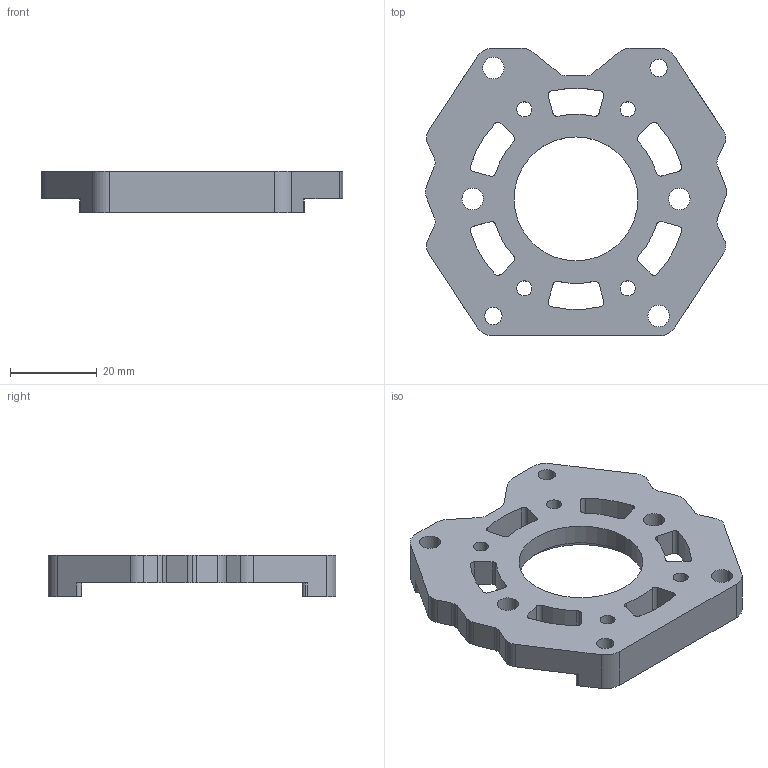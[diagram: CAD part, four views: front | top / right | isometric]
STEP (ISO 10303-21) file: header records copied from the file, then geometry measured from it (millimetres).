
FILE_DESCRIPTION (( 'STEP AP214' ), '1' );
FILE_NAME ('217-3432-STEP.STEP', '2013-12-12T16:08:48', ( '' ), ( '' ), 'SwSTEP 2.0', 'SolidWorks 2013', '' );
FILE_SCHEMA (( 'AUTOMOTIVE_DESIGN' ));
Length unit declared in the file: inch
Products named in the file (1): 217-3432-STEP
Bounding box: 69.39 x 66.32 x 9.53 mm (x, y, z)
Volume: 18777.2 mm3; surface area: 10559.5 mm2
Topology: 1 solids, 1 shells, 136 faces, 402 edges, 268 vertices
Faces by surface type: cylinder 95, plane 41
Entity records: 4797 total; most frequent: DIRECTION 860, CARTESIAN_POINT 828, ORIENTED_EDGE 804, EDGE_CURVE 402, AXIS2_PLACEMENT_3D 328, VERTEX_POINT 268, VECTOR 204, LINE 204
